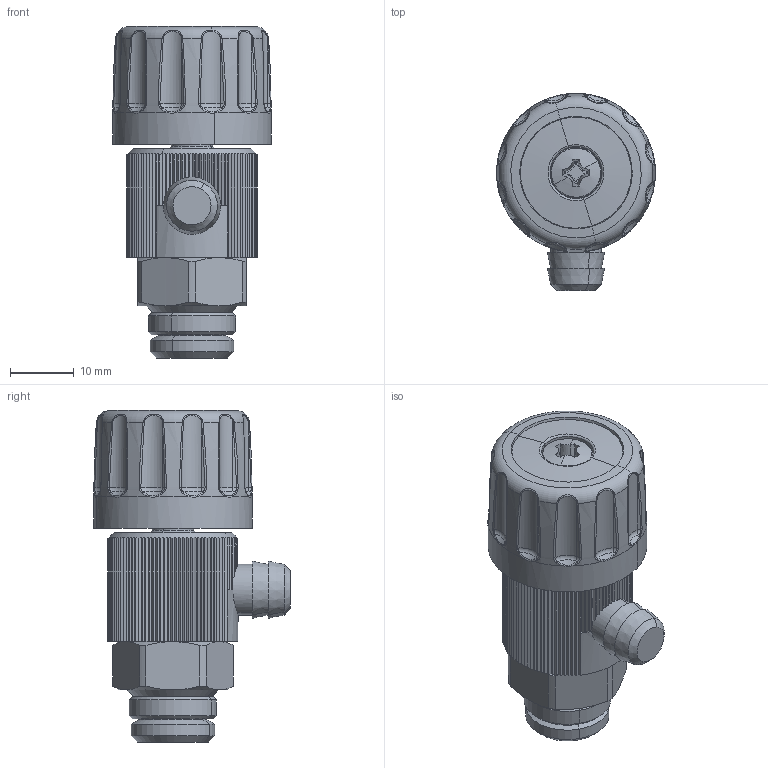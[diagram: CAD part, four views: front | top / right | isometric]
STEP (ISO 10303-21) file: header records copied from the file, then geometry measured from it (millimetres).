
FILE_DESCRIPTION(('CATIA V5 STEP Exchange'),'2;1');
FILE_NAME('STEP_337221_-_TST.stp','2018-10-26T12:48:01+00:00',('none'),('none'),'CATIA Version 5-6 Release 2016 SP4','CATIA V5 STEP AP203','none');
FILE_SCHEMA(('CONFIG_CONTROL_DESIGN'));
Length unit declared in the file: millimetre
Products named in the file (1): _3372210001_sw0001
Bounding box: 24.99 x 31 x 52.25 mm (x, y, z)
Surface area: 6894.8 mm2 (no closed solid volume)
Topology: 0 solids, 11 shells, 521 faces, 1351 edges, 840 vertices
Faces by surface type: plane 227, bspline 149, cone 58, cylinder 51, torus 30, sphere 6
Entity records: 20379 total; most frequent: CARTESIAN_POINT 10212, ORIENTED_EDGE 2648, DIRECTION 1369, EDGE_CURVE 1351, VERTEX_POINT 840, AXIS2_PLACEMENT_3D 524, ADVANCED_FACE 521, EDGE_LOOP 521
